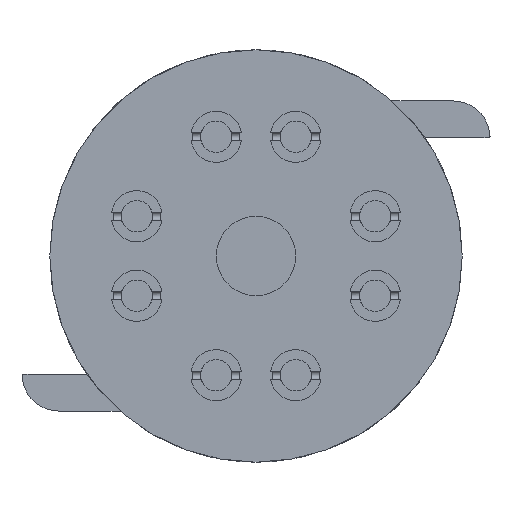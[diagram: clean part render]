
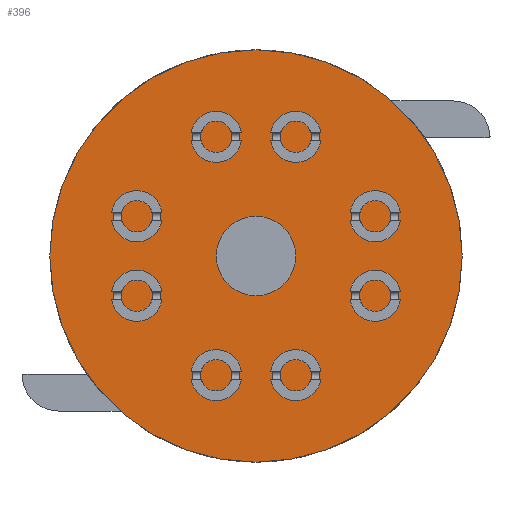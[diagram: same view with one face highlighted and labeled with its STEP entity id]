
A CAD part, front view. The second image highlights one B-rep face of the part: STEP entity #396.
In plain terms, the highlighted planar face has unit normal (0, -1, 0).
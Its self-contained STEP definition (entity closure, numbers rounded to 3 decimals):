
#1=CARTESIAN_POINT('',(0.,0.,0.));
#2=DIRECTION('',(0.,1.,0.));
#3=DIRECTION('',(1.,0.,0.));
#4=AXIS2_PLACEMENT_3D('',#1,#2,#3);
#6=CARTESIAN_POINT('',(0.,0.,0.));
#7=DIRECTION('',(0.,1.,0.));
#8=DIRECTION('',(-1.,0.,0.));
#9=AXIS2_PLACEMENT_3D('',#6,#7,#8);
#11=CARTESIAN_POINT('',(0.,0.,0.));
#12=DIRECTION('',(0.,-1.,0.));
#13=DIRECTION('',(0.,0.,-1.));
#14=AXIS2_PLACEMENT_3D('',#11,#12,#13);
#16=CARTESIAN_POINT('',(0.,0.,0.));
#17=DIRECTION('',(0.,-1.,0.));
#18=DIRECTION('',(0.,0.,1.));
#19=AXIS2_PLACEMENT_3D('',#16,#17,#18);
#299=CARTESIAN_POINT('',(20.75,0.,0.));
#300=CARTESIAN_POINT('',(-20.75,0.,0.));
#301=VERTEX_POINT('',#299);
#302=VERTEX_POINT('',#300);
#319=CARTESIAN_POINT('',(0.,0.,-4.));
#320=CARTESIAN_POINT('',(0.,0.,4.));
#321=VERTEX_POINT('',#319);
#322=VERTEX_POINT('',#320);
#379=CARTESIAN_POINT('',(0.,0.,0.));
#380=DIRECTION('',(0.,1.,0.));
#381=DIRECTION('',(1.,0.,0.));
#382=AXIS2_PLACEMENT_3D('',#379,#380,#381);
#383=PLANE('',#382);
#385=ORIENTED_EDGE('',*,*,#384,.T.);
#387=ORIENTED_EDGE('',*,*,#386,.T.);
#388=EDGE_LOOP('',(#385,#387));
#389=FACE_OUTER_BOUND('',#388,.F.);
#391=ORIENTED_EDGE('',*,*,#390,.T.);
#393=ORIENTED_EDGE('',*,*,#392,.T.);
#394=EDGE_LOOP('',(#391,#393));
#395=FACE_BOUND('',#394,.F.);
#396=ADVANCED_FACE('',(#389,#395),#383,.F.);
#5=CIRCLE('',#4,20.75);
#10=CIRCLE('',#9,20.75);
#15=CIRCLE('',#14,4.);
#20=CIRCLE('',#19,4.);
#384=EDGE_CURVE('',#301,#302,#5,.T.);
#386=EDGE_CURVE('',#302,#301,#10,.T.);
#390=EDGE_CURVE('',#321,#322,#15,.T.);
#392=EDGE_CURVE('',#322,#321,#20,.T.);
